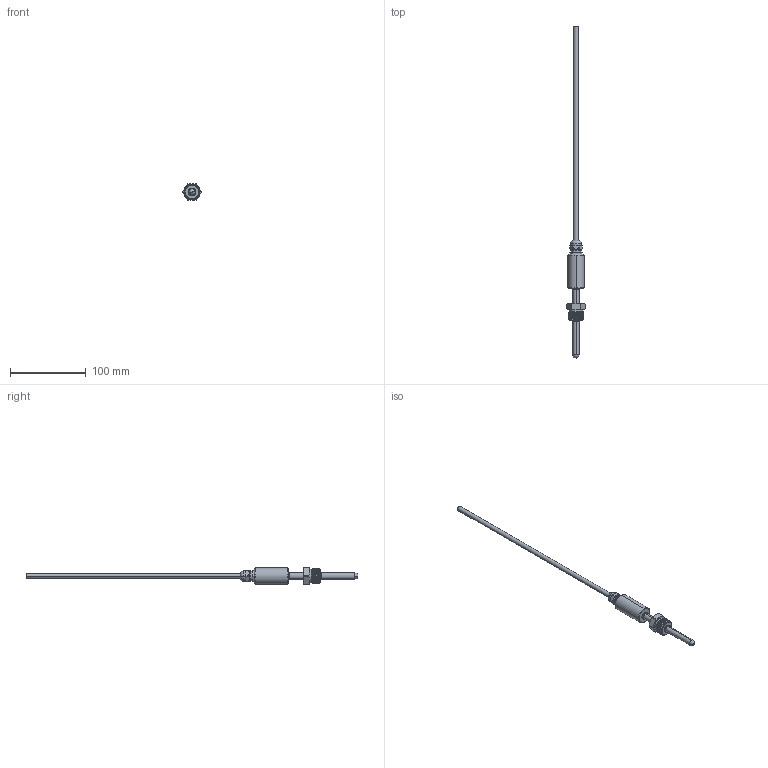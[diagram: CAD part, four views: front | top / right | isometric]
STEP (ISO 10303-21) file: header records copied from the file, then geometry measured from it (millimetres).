
FILE_DESCRIPTION (( 'STEP AP214' ), '1' );
FILE_NAME ('SRTH600-203-2201_3D.STEP', '2022-03-10T21:59:40', ( '' ), ( '' ), 'SwSTEP 2.0', 'SolidWorks 2021', '' );
FILE_SCHEMA (( 'AUTOMOTIVE_DESIGN' ));
Length unit declared in the file: inch
Products named in the file (5): A2; SRTH600-203-2201_3D; MANIFOLD_SOLID_BREP_3707; M12X1FANGSHUIJIETOUZP_1_ASM; A1
Assembly tree (4 placements, depth 3):
  SRTH600-203-2201_3D
    A1
    M12X1FANGSHUIJIETOUZP_1_ASM
      MANIFOLD_SOLID_BREP_3707
    A2
Bounding box: 25 x 439 x 22 mm (x, y, z)
Volume: 40920.9 mm3; surface area: 16096.8 mm2
Topology: 3 solids, 3 shells, 163 faces, 422 edges, 273 vertices
Faces by surface type: cylinder 61, cone 51, plane 35, bspline 14, torus 2
Entity records: 10640 total; most frequent: CARTESIAN_POINT 6754, ORIENTED_EDGE 836, DIRECTION 688, EDGE_CURVE 418, AXIS2_PLACEMENT_3D 295, VERTEX_POINT 273, B_SPLINE_CURVE_WITH_KNOTS 182, EDGE_LOOP 175
